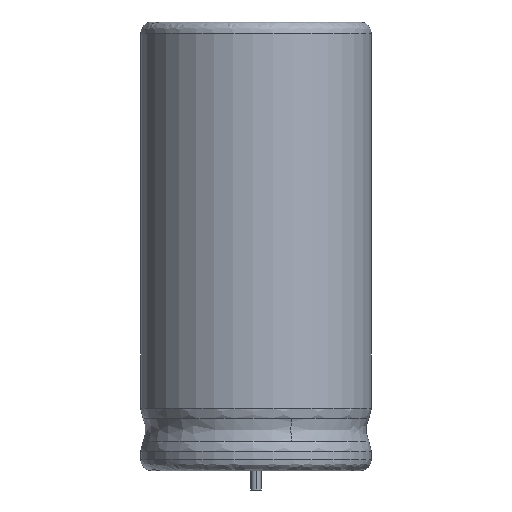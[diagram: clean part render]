
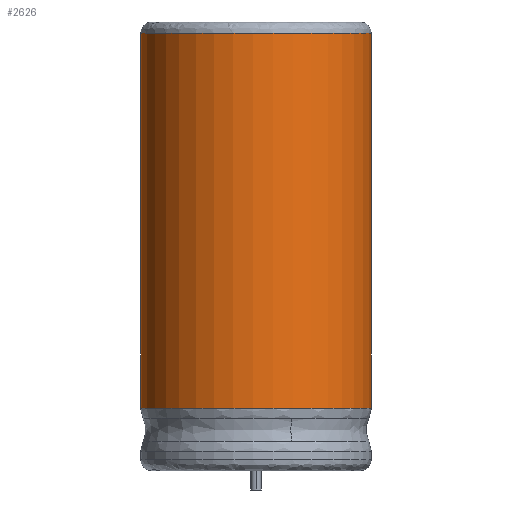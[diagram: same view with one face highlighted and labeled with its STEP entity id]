
A CAD part, left-side view. The second image highlights one B-rep face of the part: STEP entity #2626.
In plain terms, the highlighted cylindrical face has radius 9 mm (diameter 18 mm), a partial arc.
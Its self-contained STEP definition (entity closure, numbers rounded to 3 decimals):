
#70 = CARTESIAN_POINT ( 'NONE',  ( 0., 0., 6.646 ) ) ;
#113 = CARTESIAN_POINT ( 'NONE',  ( 8.457, 3.078, -22.594 ) ) ;
#135 = VECTOR ( 'NONE', #2142, 1000. ) ;
#175 = DIRECTION ( 'NONE',  ( 1., 0., 0. ) ) ;
#181 = AXIS2_PLACEMENT_3D ( 'NONE', #2007, #2972, #175 ) ;
#229 = VERTEX_POINT ( 'NONE', #2798 ) ;
#250 = CARTESIAN_POINT ( 'NONE',  ( 8.457, 3.078, -7.779 ) ) ;
#406 = EDGE_CURVE ( 'NONE', #3395, #229, #3760, .T. ) ;
#429 = CARTESIAN_POINT ( 'NONE',  ( 0., 0., -7.779 ) ) ;
#544 = LINE ( 'NONE', #250, #135 ) ;
#626 = DIRECTION ( 'NONE',  ( 1., 0., 0. ) ) ;
#641 = ORIENTED_EDGE ( 'NONE', *, *, #2801, .T. ) ;
#757 = DIRECTION ( 'NONE',  ( 1., 0., 0. ) ) ;
#1063 = CYLINDRICAL_SURFACE ( 'NONE', #3185, 9. ) ;
#1156 = DIRECTION ( 'NONE',  ( 0., 0., 1. ) ) ;
#1186 = ORIENTED_EDGE ( 'NONE', *, *, #1917, .T. ) ;
#1277 = DIRECTION ( 'NONE',  ( 0., 0., -1. ) ) ;
#1458 = LINE ( 'NONE', #3321, #1946 ) ;
#1528 = VERTEX_POINT ( 'NONE', #2331 ) ;
#1623 = FACE_OUTER_BOUND ( 'NONE', #2570, .T. ) ;
#1644 = ORIENTED_EDGE ( 'NONE', *, *, #406, .T. ) ;
#1728 = CARTESIAN_POINT ( 'NONE',  ( 8.457, -3.078, 6.646 ) ) ;
#1788 = VERTEX_POINT ( 'NONE', #1728 ) ;
#1917 = EDGE_CURVE ( 'NONE', #229, #1788, #1458, .T. ) ;
#1946 = VECTOR ( 'NONE', #1156, 1000. ) ;
#2007 = CARTESIAN_POINT ( 'NONE',  ( 0., 0., -22.594 ) ) ;
#2020 = CIRCLE ( 'NONE', #3186, 9. ) ;
#2142 = DIRECTION ( 'NONE',  ( 0., 0., -1. ) ) ;
#2296 = DIRECTION ( 'NONE',  ( 0., 0., 1. ) ) ;
#2331 = CARTESIAN_POINT ( 'NONE',  ( 8.457, 3.078, 6.646 ) ) ;
#2570 = EDGE_LOOP ( 'NONE', ( #641, #2748, #1644, #1186 ) ) ;
#2626 = ADVANCED_FACE ( 'NONE', ( #1623 ), #1063, .T. ) ;
#2748 = ORIENTED_EDGE ( 'NONE', *, *, #3018, .T. ) ;
#2798 = CARTESIAN_POINT ( 'NONE',  ( 8.457, -3.078, -22.594 ) ) ;
#2801 = EDGE_CURVE ( 'NONE', #1788, #1528, #2020, .T. ) ;
#2972 = DIRECTION ( 'NONE',  ( 0., 0., 1. ) ) ;
#3018 = EDGE_CURVE ( 'NONE', #1528, #3395, #544, .T. ) ;
#3185 = AXIS2_PLACEMENT_3D ( 'NONE', #429, #2296, #757 ) ;
#3186 = AXIS2_PLACEMENT_3D ( 'NONE', #70, #1277, #626 ) ;
#3321 = CARTESIAN_POINT ( 'NONE',  ( 8.457, -3.078, -7.779 ) ) ;
#3395 = VERTEX_POINT ( 'NONE', #113 ) ;
#3760 = CIRCLE ( 'NONE', #181, 9. ) ;
